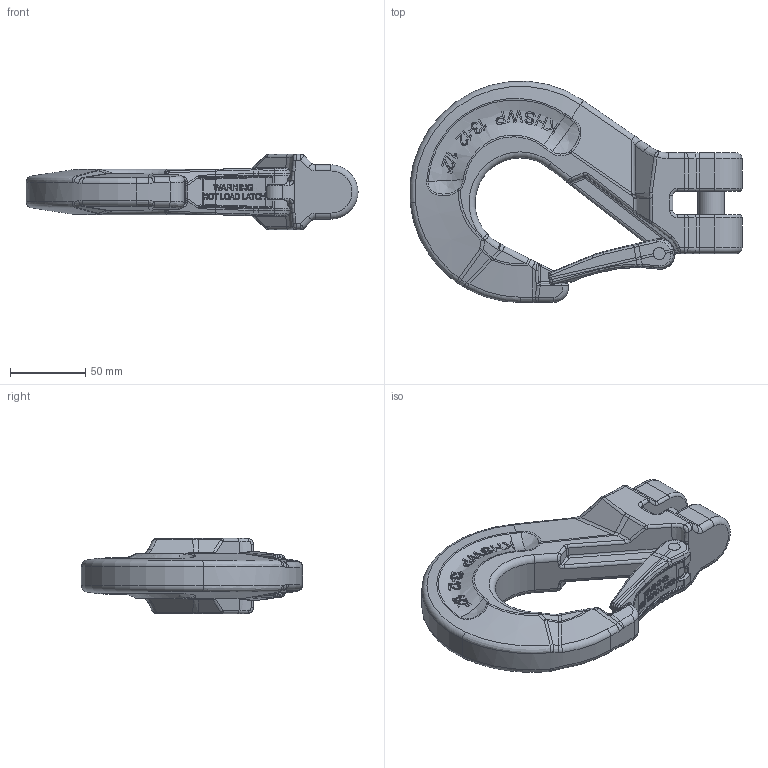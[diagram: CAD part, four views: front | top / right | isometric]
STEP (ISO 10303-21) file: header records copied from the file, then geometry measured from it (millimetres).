
FILE_DESCRIPTION(/* description */ (''),/* implementation_level */ '2;1');
FILE_NAME(/* name */ 'pewag_KHSWP_13.stp',/* time_stamp */ '2022-07-25T17:57:19+02:00',/* author */ (''),/* organization */ (''),/* preprocessor_version */ 'ST-DEVELOPER v16',/* originating_system */ 'SIEMENS PLM Software NX 11.0',/* authorisation */ '');
FILE_SCHEMA (('AUTOMOTIVE_DESIGN { 1 0 10303 214 3 1 1 1 }'));
Length unit declared in the file: millimetre
Products named in the file (1): baf1FCC9433l2sc
Bounding box: 220.42 x 146.78 x 50 mm (x, y, z)
Volume: 458552.3 mm3; surface area: 66332.8 mm2
Topology: 3 solids, 3 shells, 1309 faces, 3286 edges, 2032 vertices
Faces by surface type: plane 461, bspline 344, extrusion 228, cylinder 208, torus 50, cone 10, sphere 8
Full cylindrical faces by diameter (mm): 8 x3, 17.5 x1
Entity records: 53587 total; most frequent: CARTESIAN_POINT 26230, ORIENTED_EDGE 6512, DIRECTION 4175, EDGE_CURVE 3256, VERTEX_POINT 2030, B_SPLINE_CURVE_WITH_KNOTS 1733, AXIS2_PLACEMENT_3D 1461, EDGE_LOOP 1392
